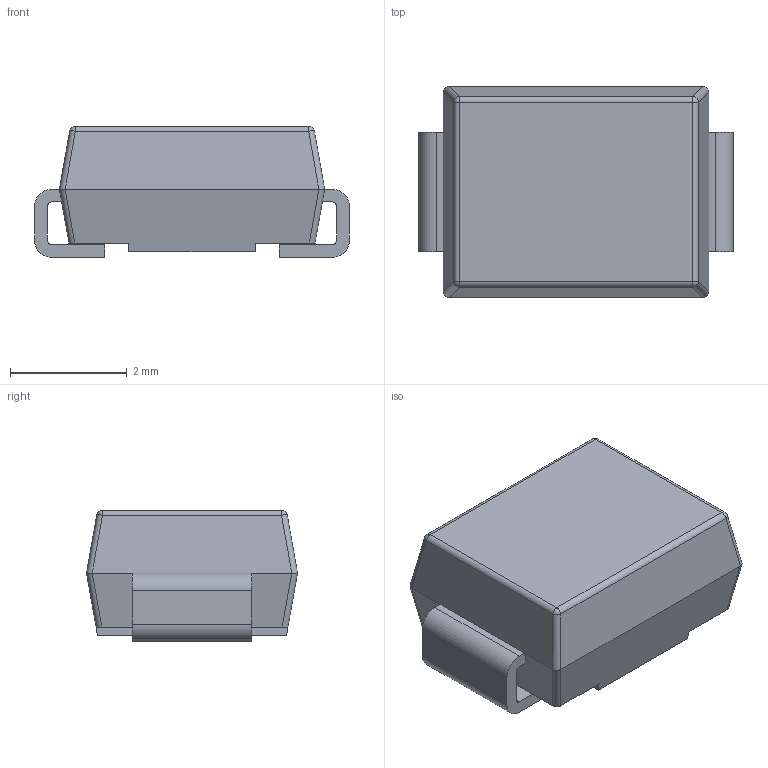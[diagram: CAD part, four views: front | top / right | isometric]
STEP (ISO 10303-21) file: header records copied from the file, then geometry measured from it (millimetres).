
FILE_DESCRIPTION (( 'STEP AP214' ), '1' );
FILE_NAME ('SMB_L4.6-W3.6-LS5.4-BI.STEP', '2021-09-27T07:11:20', ( 'PC' ), ( 'Microsoft' ), 'SwSTEP 2.0', 'SolidWorks 2018', '' );
FILE_SCHEMA (( 'AUTOMOTIVE_DESIGN' ));
Length unit declared in the file: millimetre
Products named in the file (2): SMB_L4.6-W3.6-LS5.4-BI
Bounding box: 5.4 x 3.62 x 2.25 mm (x, y, z)
Volume: 33.2 mm3; surface area: 80.1 mm2
Topology: 1 solids, 1 shells, 115 faces, 294 edges, 188 vertices
Faces by surface type: plane 77, cylinder 20, bspline 14, sphere 4
Entity records: 5418 total; most frequent: CARTESIAN_POINT 1421, ORIENTED_EDGE 588, DIRECTION 492, EDGE_CURVE 294, LINE 230, VECTOR 230, VERTEX_POINT 188, AXIS2_PLACEMENT_3D 131
